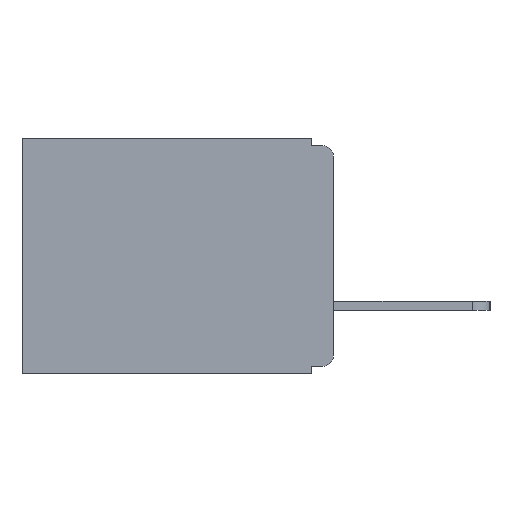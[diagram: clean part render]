
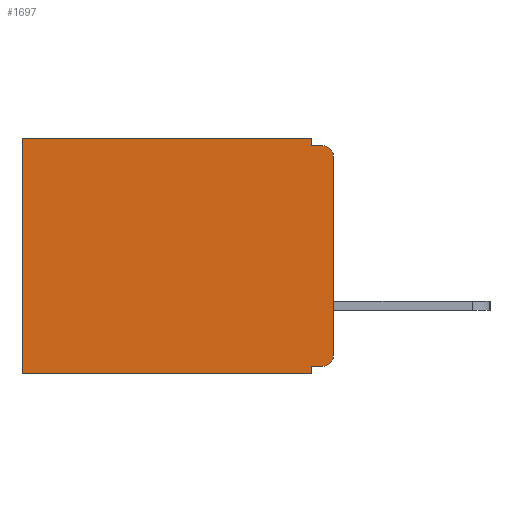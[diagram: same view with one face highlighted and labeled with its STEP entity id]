
A CAD part, left-side view. The second image highlights one B-rep face of the part: STEP entity #1697.
In plain terms, the highlighted planar face has unit normal (-1, 0, 0).
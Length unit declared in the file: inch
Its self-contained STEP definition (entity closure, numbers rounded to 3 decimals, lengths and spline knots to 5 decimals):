
#216 = VERTEX_POINT ( 'NONE', #20172 ) ;
#573 = CARTESIAN_POINT ( 'NONE',  ( 0.3, 0.031, -0.01 ) ) ;
#696 = ORIENTED_EDGE ( 'NONE', *, *, #5729, .F. ) ;
#974 = CARTESIAN_POINT ( 'NONE',  ( 0.3, 0.015, -0.025 ) ) ;
#1069 = CARTESIAN_POINT ( 'NONE',  ( 0.3, 0., -0.32 ) ) ;
#1265 = CIRCLE ( 'NONE', #17045, 0.015 ) ;
#1423 = AXIS2_PLACEMENT_3D ( 'NONE', #974, #13452, #2722 ) ;
#1453 = CARTESIAN_POINT ( 'NONE',  ( 0.3, 0.031, 0. ) ) ;
#1697 = ADVANCED_FACE ( 'NONE', ( #19900 ), #12021, .F. ) ;
#1732 = DIRECTION ( 'NONE',  ( -1., 0., 0. ) ) ;
#1782 = VERTEX_POINT ( 'NONE', #18028 ) ;
#1851 = VECTOR ( 'NONE', #17184, 39.37008 ) ;
#2104 = EDGE_CURVE ( 'NONE', #10910, #16080, #15140, .T. ) ;
#2722 = DIRECTION ( 'NONE',  ( 0., 0., -1. ) ) ;
#2964 = VERTEX_POINT ( 'NONE', #16557 ) ;
#3151 = CARTESIAN_POINT ( 'NONE',  ( 0.3, 0.031, -0.33 ) ) ;
#3154 = VECTOR ( 'NONE', #8875, 39.37008 ) ;
#3289 = CARTESIAN_POINT ( 'NONE',  ( 0.3, 0.437, 0. ) ) ;
#3394 = ORIENTED_EDGE ( 'NONE', *, *, #19563, .F. ) ;
#3534 = VECTOR ( 'NONE', #4952, 39.37008 ) ;
#4952 = DIRECTION ( 'NONE',  ( 0., 0., -1. ) ) ;
#5608 = VECTOR ( 'NONE', #10093, 39.37008 ) ;
#5729 = EDGE_CURVE ( 'NONE', #216, #11539, #12721, .T. ) ;
#6638 = LINE ( 'NONE', #1069, #1851 ) ;
#6927 = AXIS2_PLACEMENT_3D ( 'NONE', #18928, #7714, #15095 ) ;
#7472 = VERTEX_POINT ( 'NONE', #22299 ) ;
#7707 = ORIENTED_EDGE ( 'NONE', *, *, #15839, .T. ) ;
#7714 = DIRECTION ( 'NONE',  ( 1., 0., 0. ) ) ;
#7973 = VECTOR ( 'NONE', #21865, 39.37008 ) ;
#8317 = VERTEX_POINT ( 'NONE', #22197 ) ;
#8527 = LINE ( 'NONE', #20094, #7973 ) ;
#8681 = CARTESIAN_POINT ( 'NONE',  ( 0.3, 0., 0. ) ) ;
#8875 = DIRECTION ( 'NONE',  ( 0., 1., 0. ) ) ;
#9108 = ORIENTED_EDGE ( 'NONE', *, *, #11212, .T. ) ;
#9299 = VECTOR ( 'NONE', #22900, 39.37008 ) ;
#9924 = ORIENTED_EDGE ( 'NONE', *, *, #2104, .F. ) ;
#9982 = VERTEX_POINT ( 'NONE', #3289 ) ;
#10093 = DIRECTION ( 'NONE',  ( 0., 0., -1. ) ) ;
#10216 = CARTESIAN_POINT ( 'NONE',  ( 0.3, 0., -0.33 ) ) ;
#10789 = ORIENTED_EDGE ( 'NONE', *, *, #19129, .F. ) ;
#10910 = VERTEX_POINT ( 'NONE', #1453 ) ;
#11136 = CARTESIAN_POINT ( 'NONE',  ( 0.3, 0.031, -0.32 ) ) ;
#11212 = EDGE_CURVE ( 'NONE', #9982, #11539, #8527, .T. ) ;
#11539 = VERTEX_POINT ( 'NONE', #20995 ) ;
#11646 = CARTESIAN_POINT ( 'NONE',  ( 0.3, 0., -0.33 ) ) ;
#11837 = VERTEX_POINT ( 'NONE', #11136 ) ;
#12021 = PLANE ( 'NONE',  #6927 ) ;
#12470 = CARTESIAN_POINT ( 'NONE',  ( 0.3, 0.015, -0.305 ) ) ;
#12521 = VECTOR ( 'NONE', #13407, 39.37008 ) ;
#12721 = LINE ( 'NONE', #10216, #3154 ) ;
#13407 = DIRECTION ( 'NONE',  ( 0., 0., -1. ) ) ;
#13448 = LINE ( 'NONE', #8681, #9299 ) ;
#13452 = DIRECTION ( 'NONE',  ( -1., 0., 0. ) ) ;
#13579 = EDGE_CURVE ( 'NONE', #7472, #8317, #17314, .T. ) ;
#14235 = DIRECTION ( 'NONE',  ( 0., 0., -1. ) ) ;
#14619 = ORIENTED_EDGE ( 'NONE', *, *, #13579, .T. ) ;
#15095 = DIRECTION ( 'NONE',  ( 0., 0., -1. ) ) ;
#15140 = LINE ( 'NONE', #17969, #5608 ) ;
#15839 = EDGE_CURVE ( 'NONE', #2964, #1782, #1265, .T. ) ;
#15932 = VECTOR ( 'NONE', #21456, 39.37008 ) ;
#16044 = ORIENTED_EDGE ( 'NONE', *, *, #19606, .F. ) ;
#16080 = VERTEX_POINT ( 'NONE', #573 ) ;
#16557 = CARTESIAN_POINT ( 'NONE',  ( 0.3, 0.015, -0.32 ) ) ;
#16883 = ORIENTED_EDGE ( 'NONE', *, *, #18621, .F. ) ;
#17045 = AXIS2_PLACEMENT_3D ( 'NONE', #12470, #1732, #14235 ) ;
#17184 = DIRECTION ( 'NONE',  ( 0., 1., 0. ) ) ;
#17314 = CIRCLE ( 'NONE', #1423, 0.015 ) ;
#17969 = CARTESIAN_POINT ( 'NONE',  ( 0.3, 0.031, 0. ) ) ;
#18028 = CARTESIAN_POINT ( 'NONE',  ( 0.3, 0., -0.305 ) ) ;
#18621 = EDGE_CURVE ( 'NONE', #16080, #8317, #20677, .T. ) ;
#18928 = CARTESIAN_POINT ( 'NONE',  ( 0.3, 0., -0.33 ) ) ;
#19129 = EDGE_CURVE ( 'NONE', #11837, #216, #23091, .T. ) ;
#19503 = EDGE_LOOP ( 'NONE', ( #3394, #14619, #16883, #9924, #22717, #9108, #696, #10789, #16044, #7707 ) ) ;
#19563 = EDGE_CURVE ( 'NONE', #7472, #1782, #22506, .T. ) ;
#19606 = EDGE_CURVE ( 'NONE', #2964, #11837, #6638, .T. ) ;
#19900 = FACE_OUTER_BOUND ( 'NONE', #19503, .T. ) ;
#20094 = CARTESIAN_POINT ( 'NONE',  ( 0.3, 0.437, -0.33 ) ) ;
#20172 = CARTESIAN_POINT ( 'NONE',  ( 0.3, 0.031, -0.33 ) ) ;
#20677 = LINE ( 'NONE', #21392, #15932 ) ;
#20995 = CARTESIAN_POINT ( 'NONE',  ( 0.3, 0.437, -0.33 ) ) ;
#21392 = CARTESIAN_POINT ( 'NONE',  ( 0.3, 0., -0.01 ) ) ;
#21456 = DIRECTION ( 'NONE',  ( 0., -1., 0. ) ) ;
#21865 = DIRECTION ( 'NONE',  ( 0., 0., -1. ) ) ;
#22197 = CARTESIAN_POINT ( 'NONE',  ( 0.3, 0.015, -0.01 ) ) ;
#22299 = CARTESIAN_POINT ( 'NONE',  ( 0.3, 0., -0.025 ) ) ;
#22506 = LINE ( 'NONE', #11646, #12521 ) ;
#22526 = EDGE_CURVE ( 'NONE', #10910, #9982, #13448, .T. ) ;
#22717 = ORIENTED_EDGE ( 'NONE', *, *, #22526, .T. ) ;
#22900 = DIRECTION ( 'NONE',  ( 0., 1., 0. ) ) ;
#23091 = LINE ( 'NONE', #3151, #3534 ) ;
